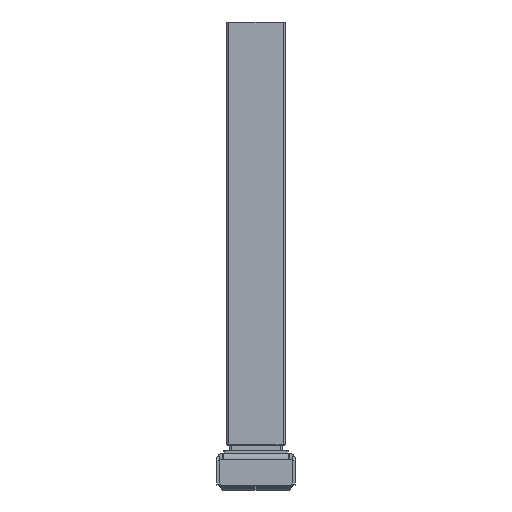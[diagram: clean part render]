
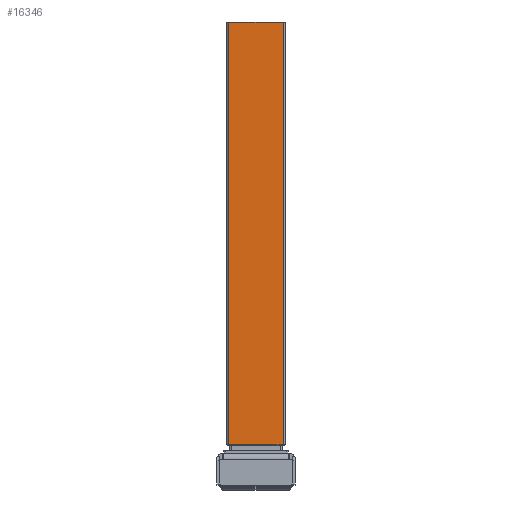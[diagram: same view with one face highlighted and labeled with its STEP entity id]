
A CAD part, front view. The second image highlights one B-rep face of the part: STEP entity #16346.
In plain terms, the highlighted planar face has unit normal (0, -1, 0).
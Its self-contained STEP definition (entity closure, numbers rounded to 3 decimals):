
#32 = VERTEX_POINT ( 'NONE', #14908 ) ;
#273 = CARTESIAN_POINT ( 'NONE',  ( -37.5, -31., 1663.803 ) ) ;
#344 = VERTEX_POINT ( 'NONE', #4478 ) ;
#654 = VERTEX_POINT ( 'NONE', #8507 ) ;
#893 = DIRECTION ( 'NONE',  ( 1., 0., 0. ) ) ;
#1099 = VERTEX_POINT ( 'NONE', #16900 ) ;
#1100 = CARTESIAN_POINT ( 'NONE',  ( 37.5, -31., 1663.803 ) ) ;
#1801 = CARTESIAN_POINT ( 'NONE',  ( -37.5, -31., 1663.803 ) ) ;
#2854 = DIRECTION ( 'NONE',  ( 1., 0., 0. ) ) ;
#2867 = VERTEX_POINT ( 'NONE', #12669 ) ;
#3559 = DIRECTION ( 'NONE',  ( 1., 0., 0. ) ) ;
#3631 = ORIENTED_EDGE ( 'NONE', *, *, #30654, .T. ) ;
#4072 = VERTEX_POINT ( 'NONE', #5122 ) ;
#4478 = CARTESIAN_POINT ( 'NONE',  ( -37.5, -31., 1663.803 ) ) ;
#5122 = CARTESIAN_POINT ( 'NONE',  ( 37.5, -31., 1663.803 ) ) ;
#5318 = LINE ( 'NONE', #273, #6954 ) ;
#6545 = EDGE_CURVE ( 'NONE', #4072, #11387, #31306, .T. ) ;
#6934 = EDGE_LOOP ( 'NONE', ( #18064, #3631, #30250, #19614, #27801, #24031, #23944, #8123 ) ) ;
#6954 = VECTOR ( 'NONE', #2854, 1000. ) ;
#6975 = DIRECTION ( 'NONE',  ( -1., 0., 0. ) ) ;
#7947 = CARTESIAN_POINT ( 'NONE',  ( 27.425, -31., 1079.803 ) ) ;
#8123 = ORIENTED_EDGE ( 'NONE', *, *, #13396, .F. ) ;
#8507 = CARTESIAN_POINT ( 'NONE',  ( 28.925, -31., 1081.803 ) ) ;
#10332 = LINE ( 'NONE', #27886, #24102 ) ;
#10358 = EDGE_CURVE ( 'NONE', #32, #654, #25816, .T. ) ;
#10701 = CARTESIAN_POINT ( 'NONE',  ( 28.925, -31., 1079.803 ) ) ;
#11024 = EDGE_CURVE ( 'NONE', #27087, #32, #14015, .T. ) ;
#11357 = DIRECTION ( 'NONE',  ( 0., 0., -1. ) ) ;
#11387 = VERTEX_POINT ( 'NONE', #30273 ) ;
#11462 = VECTOR ( 'NONE', #11357, 1000. ) ;
#11944 = CARTESIAN_POINT ( 'NONE',  ( 27.425, -31., 1081.303 ) ) ;
#12216 = CARTESIAN_POINT ( 'NONE',  ( -37.5, -31., 1081.803 ) ) ;
#12335 = DIRECTION ( 'NONE',  ( 0., 0., -1. ) ) ;
#12504 = LINE ( 'NONE', #10701, #26270 ) ;
#12669 = CARTESIAN_POINT ( 'NONE',  ( -37.5, -31., 1081.303 ) ) ;
#13396 = EDGE_CURVE ( 'NONE', #344, #4072, #5318, .T. ) ;
#14015 = LINE ( 'NONE', #7947, #19291 ) ;
#14476 = AXIS2_PLACEMENT_3D ( 'NONE', #1801, #22512, #6975 ) ;
#14908 = CARTESIAN_POINT ( 'NONE',  ( 27.425, -31., 1081.803 ) ) ;
#16346 = ADVANCED_FACE ( 'NONE', ( #23449 ), #32786, .F. ) ;
#16900 = CARTESIAN_POINT ( 'NONE',  ( 28.925, -31., 1081.303 ) ) ;
#18064 = ORIENTED_EDGE ( 'NONE', *, *, #29944, .T. ) ;
#18897 = LINE ( 'NONE', #23962, #25791 ) ;
#19291 = VECTOR ( 'NONE', #26075, 1000. ) ;
#19614 = ORIENTED_EDGE ( 'NONE', *, *, #10358, .T. ) ;
#22286 = EDGE_CURVE ( 'NONE', #654, #1099, #12504, .T. ) ;
#22512 = DIRECTION ( 'NONE',  ( 0., 1., 0. ) ) ;
#23441 = EDGE_CURVE ( 'NONE', #1099, #11387, #18897, .T. ) ;
#23449 = FACE_OUTER_BOUND ( 'NONE', #6934, .T. ) ;
#23944 = ORIENTED_EDGE ( 'NONE', *, *, #6545, .F. ) ;
#23962 = CARTESIAN_POINT ( 'NONE',  ( -37.5, -31., 1081.303 ) ) ;
#24031 = ORIENTED_EDGE ( 'NONE', *, *, #23441, .T. ) ;
#24102 = VECTOR ( 'NONE', #12335, 1000. ) ;
#24470 = LINE ( 'NONE', #29522, #32151 ) ;
#25114 = DIRECTION ( 'NONE',  ( 1., 0., 0. ) ) ;
#25791 = VECTOR ( 'NONE', #893, 1000. ) ;
#25816 = LINE ( 'NONE', #12216, #31871 ) ;
#26075 = DIRECTION ( 'NONE',  ( 0., 0., 1. ) ) ;
#26270 = VECTOR ( 'NONE', #28966, 1000. ) ;
#27087 = VERTEX_POINT ( 'NONE', #11944 ) ;
#27801 = ORIENTED_EDGE ( 'NONE', *, *, #22286, .T. ) ;
#27886 = CARTESIAN_POINT ( 'NONE',  ( -37.5, -31., 1663.803 ) ) ;
#28966 = DIRECTION ( 'NONE',  ( 0., 0., -1. ) ) ;
#29522 = CARTESIAN_POINT ( 'NONE',  ( -37.5, -31., 1081.303 ) ) ;
#29944 = EDGE_CURVE ( 'NONE', #344, #2867, #10332, .T. ) ;
#30250 = ORIENTED_EDGE ( 'NONE', *, *, #11024, .T. ) ;
#30273 = CARTESIAN_POINT ( 'NONE',  ( 37.5, -31., 1081.303 ) ) ;
#30654 = EDGE_CURVE ( 'NONE', #2867, #27087, #24470, .T. ) ;
#31306 = LINE ( 'NONE', #1100, #11462 ) ;
#31871 = VECTOR ( 'NONE', #25114, 1000. ) ;
#32151 = VECTOR ( 'NONE', #3559, 1000. ) ;
#32786 = PLANE ( 'NONE',  #14476 ) ;
